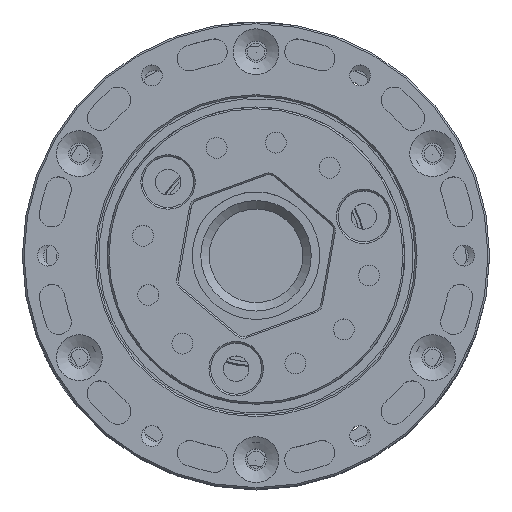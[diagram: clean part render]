
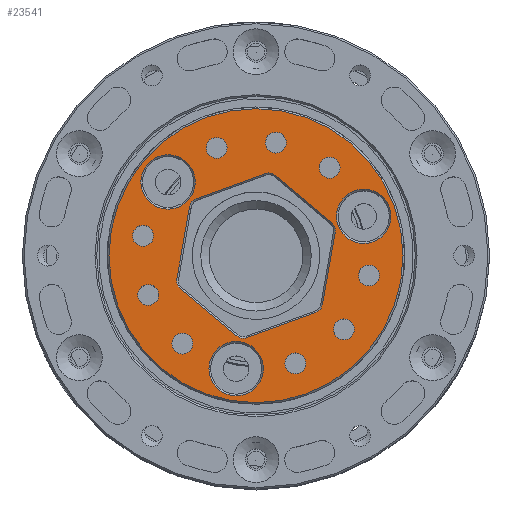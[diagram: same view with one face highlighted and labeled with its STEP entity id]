
A CAD part, top view. The second image highlights one B-rep face of the part: STEP entity #23541.
In plain terms, the highlighted planar face has unit normal (0, 0, 1).
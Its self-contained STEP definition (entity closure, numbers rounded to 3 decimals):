
#337=FACE_BOUND('',#3269,.T.);
#338=FACE_BOUND('',#3270,.T.);
#339=FACE_BOUND('',#3271,.T.);
#340=FACE_BOUND('',#3272,.T.);
#341=FACE_BOUND('',#3273,.T.);
#342=FACE_BOUND('',#3274,.T.);
#343=FACE_BOUND('',#3275,.T.);
#344=FACE_BOUND('',#3276,.T.);
#345=FACE_BOUND('',#3277,.T.);
#346=FACE_BOUND('',#3278,.T.);
#347=FACE_BOUND('',#3279,.T.);
#348=FACE_BOUND('',#3280,.T.);
#349=FACE_BOUND('',#3281,.T.);
#608=PLANE('',#25543);
#1932=FACE_OUTER_BOUND('',#3268,.T.);
#3268=EDGE_LOOP('',(#17119));
#3269=EDGE_LOOP('',(#17120));
#3270=EDGE_LOOP('',(#17121,#17122,#17123,#17124,#17125,#17126,#17127,#17128,
#17129,#17130,#17131,#17132));
#3271=EDGE_LOOP('',(#17133));
#3272=EDGE_LOOP('',(#17134));
#3273=EDGE_LOOP('',(#17135));
#3274=EDGE_LOOP('',(#17136));
#3275=EDGE_LOOP('',(#17137));
#3276=EDGE_LOOP('',(#17138));
#3277=EDGE_LOOP('',(#17139));
#3278=EDGE_LOOP('',(#17140));
#3279=EDGE_LOOP('',(#17141));
#3280=EDGE_LOOP('',(#17142));
#3281=EDGE_LOOP('',(#17143));
#4844=LINE('',#35328,#7261);
#4845=LINE('',#35332,#7262);
#4846=LINE('',#35336,#7263);
#4847=LINE('',#35340,#7264);
#4848=LINE('',#35344,#7265);
#4849=LINE('',#35348,#7266);
#7261=VECTOR('',#28573,10.);
#7262=VECTOR('',#28576,10.);
#7263=VECTOR('',#28579,10.);
#7264=VECTOR('',#28582,10.);
#7265=VECTOR('',#28585,10.);
#7266=VECTOR('',#28588,10.);
#9629=CIRCLE('',#25541,3.2);
#9631=CIRCLE('',#25544,17.3);
#9632=CIRCLE('',#25545,3.2);
#9633=CIRCLE('',#25546,1.2);
#9634=CIRCLE('',#25547,1.2);
#9635=CIRCLE('',#25548,1.2);
#9636=CIRCLE('',#25549,1.2);
#9637=CIRCLE('',#25550,1.2);
#9638=CIRCLE('',#25551,1.2);
#9639=CIRCLE('',#25552,1.23);
#9640=CIRCLE('',#25553,1.23);
#9641=CIRCLE('',#25554,1.23);
#9642=CIRCLE('',#25555,1.23);
#9643=CIRCLE('',#25556,1.23);
#9644=CIRCLE('',#25557,1.23);
#9645=CIRCLE('',#25558,1.23);
#9646=CIRCLE('',#25559,1.23);
#9647=CIRCLE('',#25560,1.23);
#9648=CIRCLE('',#25561,3.2);
#10601=VERTEX_POINT('',#35316);
#10603=VERTEX_POINT('',#35322);
#10604=VERTEX_POINT('',#35324);
#10605=VERTEX_POINT('',#35326);
#10606=VERTEX_POINT('',#35327);
#10607=VERTEX_POINT('',#35329);
#10608=VERTEX_POINT('',#35331);
#10609=VERTEX_POINT('',#35333);
#10610=VERTEX_POINT('',#35335);
#10611=VERTEX_POINT('',#35337);
#10612=VERTEX_POINT('',#35339);
#10613=VERTEX_POINT('',#35341);
#10614=VERTEX_POINT('',#35343);
#10615=VERTEX_POINT('',#35345);
#10616=VERTEX_POINT('',#35347);
#10617=VERTEX_POINT('',#35350);
#10618=VERTEX_POINT('',#35352);
#10619=VERTEX_POINT('',#35354);
#10620=VERTEX_POINT('',#35356);
#10621=VERTEX_POINT('',#35358);
#10622=VERTEX_POINT('',#35360);
#10623=VERTEX_POINT('',#35362);
#10624=VERTEX_POINT('',#35364);
#10625=VERTEX_POINT('',#35366);
#10626=VERTEX_POINT('',#35368);
#13051=EDGE_CURVE('',#10601,#10601,#9629,.T.);
#13054=EDGE_CURVE('',#10603,#10603,#9631,.T.);
#13055=EDGE_CURVE('',#10604,#10604,#9632,.T.);
#13056=EDGE_CURVE('',#10605,#10606,#4844,.T.);
#13057=EDGE_CURVE('',#10607,#10605,#9633,.T.);
#13058=EDGE_CURVE('',#10608,#10607,#4845,.T.);
#13059=EDGE_CURVE('',#10609,#10608,#9634,.T.);
#13060=EDGE_CURVE('',#10610,#10609,#4846,.T.);
#13061=EDGE_CURVE('',#10611,#10610,#9635,.T.);
#13062=EDGE_CURVE('',#10612,#10611,#4847,.T.);
#13063=EDGE_CURVE('',#10613,#10612,#9636,.T.);
#13064=EDGE_CURVE('',#10614,#10613,#4848,.T.);
#13065=EDGE_CURVE('',#10615,#10614,#9637,.T.);
#13066=EDGE_CURVE('',#10616,#10615,#4849,.T.);
#13067=EDGE_CURVE('',#10606,#10616,#9638,.T.);
#13068=EDGE_CURVE('',#10617,#10617,#9639,.T.);
#13069=EDGE_CURVE('',#10618,#10618,#9640,.T.);
#13070=EDGE_CURVE('',#10619,#10619,#9641,.T.);
#13071=EDGE_CURVE('',#10620,#10620,#9642,.T.);
#13072=EDGE_CURVE('',#10621,#10621,#9643,.T.);
#13073=EDGE_CURVE('',#10622,#10622,#9644,.T.);
#13074=EDGE_CURVE('',#10623,#10623,#9645,.T.);
#13075=EDGE_CURVE('',#10624,#10624,#9646,.T.);
#13076=EDGE_CURVE('',#10625,#10625,#9647,.T.);
#13077=EDGE_CURVE('',#10626,#10626,#9648,.T.);
#17119=ORIENTED_EDGE('',*,*,#13054,.F.);
#17120=ORIENTED_EDGE('',*,*,#13055,.F.);
#17121=ORIENTED_EDGE('',*,*,#13056,.F.);
#17122=ORIENTED_EDGE('',*,*,#13057,.F.);
#17123=ORIENTED_EDGE('',*,*,#13058,.F.);
#17124=ORIENTED_EDGE('',*,*,#13059,.F.);
#17125=ORIENTED_EDGE('',*,*,#13060,.F.);
#17126=ORIENTED_EDGE('',*,*,#13061,.F.);
#17127=ORIENTED_EDGE('',*,*,#13062,.F.);
#17128=ORIENTED_EDGE('',*,*,#13063,.F.);
#17129=ORIENTED_EDGE('',*,*,#13064,.F.);
#17130=ORIENTED_EDGE('',*,*,#13065,.F.);
#17131=ORIENTED_EDGE('',*,*,#13066,.F.);
#17132=ORIENTED_EDGE('',*,*,#13067,.F.);
#17133=ORIENTED_EDGE('',*,*,#13068,.T.);
#17134=ORIENTED_EDGE('',*,*,#13069,.T.);
#17135=ORIENTED_EDGE('',*,*,#13070,.T.);
#17136=ORIENTED_EDGE('',*,*,#13071,.T.);
#17137=ORIENTED_EDGE('',*,*,#13072,.T.);
#17138=ORIENTED_EDGE('',*,*,#13073,.T.);
#17139=ORIENTED_EDGE('',*,*,#13074,.T.);
#17140=ORIENTED_EDGE('',*,*,#13075,.T.);
#17141=ORIENTED_EDGE('',*,*,#13076,.T.);
#17142=ORIENTED_EDGE('',*,*,#13077,.F.);
#17143=ORIENTED_EDGE('',*,*,#13051,.F.);
#23541=ADVANCED_FACE('',(#1932,#337,#338,#339,#340,#341,#342,#343,#344,
#345,#346,#347,#348,#349),#608,.T.);
#25541=AXIS2_PLACEMENT_3D('',#35317,#28562,#28563);
#25543=AXIS2_PLACEMENT_3D('',#35321,#28567,#28568);
#25544=AXIS2_PLACEMENT_3D('',#35323,#28569,#28570);
#25545=AXIS2_PLACEMENT_3D('',#35325,#28571,#28572);
#25546=AXIS2_PLACEMENT_3D('',#35330,#28574,#28575);
#25547=AXIS2_PLACEMENT_3D('',#35334,#28577,#28578);
#25548=AXIS2_PLACEMENT_3D('',#35338,#28580,#28581);
#25549=AXIS2_PLACEMENT_3D('',#35342,#28583,#28584);
#25550=AXIS2_PLACEMENT_3D('',#35346,#28586,#28587);
#25551=AXIS2_PLACEMENT_3D('',#35349,#28589,#28590);
#25552=AXIS2_PLACEMENT_3D('',#35351,#28591,#28592);
#25553=AXIS2_PLACEMENT_3D('',#35353,#28593,#28594);
#25554=AXIS2_PLACEMENT_3D('',#35355,#28595,#28596);
#25555=AXIS2_PLACEMENT_3D('',#35357,#28597,#28598);
#25556=AXIS2_PLACEMENT_3D('',#35359,#28599,#28600);
#25557=AXIS2_PLACEMENT_3D('',#35361,#28601,#28602);
#25558=AXIS2_PLACEMENT_3D('',#35363,#28603,#28604);
#25559=AXIS2_PLACEMENT_3D('',#35365,#28605,#28606);
#25560=AXIS2_PLACEMENT_3D('',#35367,#28607,#28608);
#25561=AXIS2_PLACEMENT_3D('',#35369,#28609,#28610);
#28562=DIRECTION('center_axis',(0.,0.,1.));
#28563=DIRECTION('ref_axis',(0.866,-0.5,0.));
#28567=DIRECTION('center_axis',(0.,0.,1.));
#28568=DIRECTION('ref_axis',(1.,0.,0.));
#28569=DIRECTION('center_axis',(0.,0.,-1.));
#28570=DIRECTION('ref_axis',(1.,0.,0.));
#28571=DIRECTION('center_axis',(0.,0.,1.));
#28572=DIRECTION('ref_axis',(-0.866,0.5,0.));
#28573=DIRECTION('',(-0.866,0.5,0.));
#28574=DIRECTION('center_axis',(0.,0.,1.));
#28575=DIRECTION('ref_axis',(0.866,0.5,0.));
#28576=DIRECTION('',(0.,1.,0.));
#28577=DIRECTION('center_axis',(0.,0.,1.));
#28578=DIRECTION('ref_axis',(0.866,-0.5,0.));
#28579=DIRECTION('',(0.866,0.5,0.));
#28580=DIRECTION('center_axis',(0.,0.,1.));
#28581=DIRECTION('ref_axis',(0.,-1.,0.));
#28582=DIRECTION('',(0.866,-0.5,0.));
#28583=DIRECTION('center_axis',(0.,0.,1.));
#28584=DIRECTION('ref_axis',(-0.866,-0.5,0.));
#28585=DIRECTION('',(0.,-1.,0.));
#28586=DIRECTION('center_axis',(0.,0.,1.));
#28587=DIRECTION('ref_axis',(-0.866,0.5,0.));
#28588=DIRECTION('',(-0.866,-0.5,0.));
#28589=DIRECTION('center_axis',(0.,0.,1.));
#28590=DIRECTION('ref_axis',(0.,1.,0.));
#28591=DIRECTION('center_axis',(0.,0.,-1.));
#28592=DIRECTION('ref_axis',(1.,0.,0.));
#28593=DIRECTION('center_axis',(0.,0.,-1.));
#28594=DIRECTION('ref_axis',(0.5,0.866,0.));
#28595=DIRECTION('center_axis',(0.,0.,-1.));
#28596=DIRECTION('ref_axis',(0.,1.,0.));
#28597=DIRECTION('center_axis',(0.,0.,-1.));
#28598=DIRECTION('ref_axis',(-0.5,0.866,0.));
#28599=DIRECTION('center_axis',(0.,0.,-1.));
#28600=DIRECTION('ref_axis',(-1.,0.,0.));
#28601=DIRECTION('center_axis',(0.,0.,-1.));
#28602=DIRECTION('ref_axis',(-0.866,-0.5,0.));
#28603=DIRECTION('center_axis',(0.,0.,-1.));
#28604=DIRECTION('ref_axis',(-0.5,-0.866,0.));
#28605=DIRECTION('center_axis',(0.,0.,-1.));
#28606=DIRECTION('ref_axis',(0.5,-0.866,0.));
#28607=DIRECTION('center_axis',(0.,0.,-1.));
#28608=DIRECTION('ref_axis',(0.866,-0.5,0.));
#28609=DIRECTION('center_axis',(0.,0.,1.));
#28610=DIRECTION('ref_axis',(-0.866,0.5,0.));
#35316=CARTESIAN_POINT('',(-14.463,8.35,7.));
#35317=CARTESIAN_POINT('Origin',(-11.691,6.75,7.));
#35321=CARTESIAN_POINT('Origin',(0.,-0.06,7.));
#35322=CARTESIAN_POINT('',(-17.3,0.,7.));
#35323=CARTESIAN_POINT('Origin',(0.,0.,7.));
#35324=CARTESIAN_POINT('',(2.771,-15.1,7.));
#35325=CARTESIAN_POINT('Origin',(0.,-13.5,7.));
#35326=CARTESIAN_POINT('',(8.1,5.369,7.));
#35327=CARTESIAN_POINT('',(0.6,9.699,7.));
#35328=CARTESIAN_POINT('',(2.238,8.754,7.));
#35329=CARTESIAN_POINT('',(8.7,4.33,7.));
#35330=CARTESIAN_POINT('Origin',(7.5,4.33,7.));
#35331=CARTESIAN_POINT('',(8.7,-4.33,7.));
#35332=CARTESIAN_POINT('',(8.7,2.424,7.));
#35333=CARTESIAN_POINT('',(8.1,-5.369,7.));
#35334=CARTESIAN_POINT('Origin',(7.5,-4.33,7.));
#35335=CARTESIAN_POINT('',(0.6,-9.699,7.));
#35336=CARTESIAN_POINT('',(6.462,-6.315,7.));
#35337=CARTESIAN_POINT('',(-0.6,-9.699,7.));
#35338=CARTESIAN_POINT('Origin',(0.,-8.66,
7.));
#35339=CARTESIAN_POINT('',(-8.1,-5.369,7.));
#35340=CARTESIAN_POINT('',(-2.212,-8.769,7.));
#35341=CARTESIAN_POINT('',(-8.7,-4.33,7.));
#35342=CARTESIAN_POINT('Origin',(-7.5,-4.33,7.));
#35343=CARTESIAN_POINT('',(-8.7,4.33,7.));
#35344=CARTESIAN_POINT('',(-8.7,-2.484,7.));
#35345=CARTESIAN_POINT('',(-8.1,5.369,7.));
#35346=CARTESIAN_POINT('Origin',(-7.5,4.33,7.));
#35347=CARTESIAN_POINT('',(-0.6,9.699,7.));
#35348=CARTESIAN_POINT('',(-6.488,6.3,7.));
#35349=CARTESIAN_POINT('Origin',(0.,8.66,
7.));
#35350=CARTESIAN_POINT('',(-7.98,-11.691,7.));
#35351=CARTESIAN_POINT('Origin',(-6.75,-11.691,7.));
#35352=CARTESIAN_POINT('',(6.135,-12.756,7.));
#35353=CARTESIAN_POINT('Origin',(6.75,-11.691,7.));
#35354=CARTESIAN_POINT('',(11.691,-7.98,7.));
#35355=CARTESIAN_POINT('Origin',(11.691,-6.75,7.));
#35356=CARTESIAN_POINT('',(14.115,-1.065,7.));
#35357=CARTESIAN_POINT('Origin',(13.5,0.,7.));
#35358=CARTESIAN_POINT('',(7.98,11.691,7.));
#35359=CARTESIAN_POINT('Origin',(6.75,11.691,7.));
#35360=CARTESIAN_POINT('',(1.065,14.115,7.));
#35361=CARTESIAN_POINT('Origin',(0.,13.5,7.));
#35362=CARTESIAN_POINT('',(-6.135,12.756,7.));
#35363=CARTESIAN_POINT('Origin',(-6.75,11.691,7.));
#35364=CARTESIAN_POINT('',(-14.115,1.065,7.));
#35365=CARTESIAN_POINT('Origin',(-13.5,0.,7.));
#35366=CARTESIAN_POINT('',(-12.756,-6.135,7.));
#35367=CARTESIAN_POINT('Origin',(-11.691,-6.75,7.));
#35368=CARTESIAN_POINT('',(14.463,5.15,7.));
#35369=CARTESIAN_POINT('Origin',(11.691,6.75,7.));
